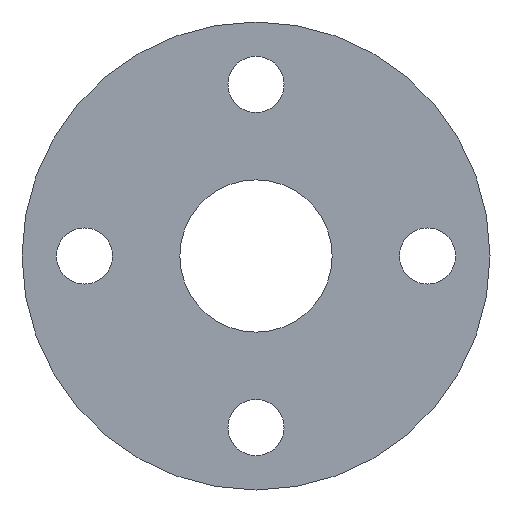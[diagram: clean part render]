
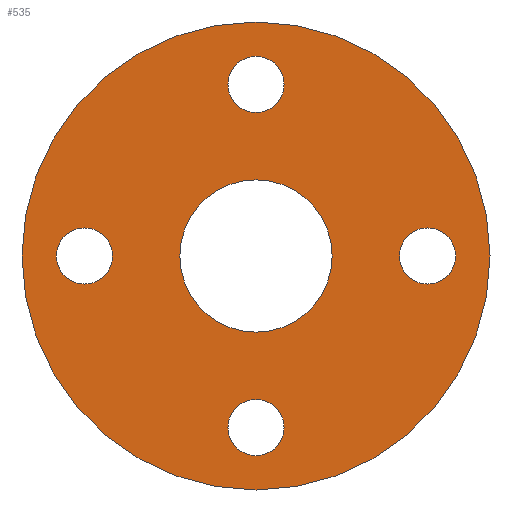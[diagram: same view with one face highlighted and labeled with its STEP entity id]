
A CAD part, front view. The second image highlights one B-rep face of the part: STEP entity #535.
In plain terms, the highlighted planar face has unit normal (0, -1, 0).
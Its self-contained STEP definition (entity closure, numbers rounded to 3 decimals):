
#3 = CARTESIAN_POINT ( 'NONE',  ( 0., 0., 64. ) ) ;
#5 = VERTEX_POINT ( 'NONE', #164 ) ;
#6 = EDGE_CURVE ( 'NONE', #101, #242, #330, .T. ) ;
#10 = CARTESIAN_POINT ( 'NONE',  ( 0., 0., -46. ) ) ;
#13 = EDGE_CURVE ( 'NONE', #432, #5, #94, .T. ) ;
#15 = AXIS2_PLACEMENT_3D ( 'NONE', #154, #438, #21 ) ;
#18 = FACE_BOUND ( 'NONE', #278, .T. ) ;
#19 = ORIENTED_EDGE ( 'NONE', *, *, #88, .F. ) ;
#21 = DIRECTION ( 'NONE',  ( 0., 0., -1. ) ) ;
#22 = ORIENTED_EDGE ( 'NONE', *, *, #40, .F. ) ;
#23 = AXIS2_PLACEMENT_3D ( 'NONE', #422, #316, #188 ) ;
#26 = EDGE_LOOP ( 'NONE', ( #493, #429 ) ) ;
#35 = EDGE_LOOP ( 'NONE', ( #92, #197 ) ) ;
#40 = EDGE_CURVE ( 'NONE', #48, #441, #394, .T. ) ;
#46 = CIRCLE ( 'NONE', #318, 75. ) ;
#48 = VERTEX_POINT ( 'NONE', #166 ) ;
#52 = CIRCLE ( 'NONE', #395, 9. ) ;
#59 = EDGE_CURVE ( 'NONE', #502, #327, #291, .T. ) ;
#62 = DIRECTION ( 'NONE',  ( 0., -1., 0. ) ) ;
#77 = DIRECTION ( 'NONE',  ( 0., -1., 0. ) ) ;
#79 = DIRECTION ( 'NONE',  ( 0., 1., 0. ) ) ;
#81 = VERTEX_POINT ( 'NONE', #124 ) ;
#88 = EDGE_CURVE ( 'NONE', #441, #48, #365, .T. ) ;
#92 = ORIENTED_EDGE ( 'NONE', *, *, #59, .F. ) ;
#94 = CIRCLE ( 'NONE', #308, 9. ) ;
#97 = EDGE_LOOP ( 'NONE', ( #22, #19 ) ) ;
#100 = CARTESIAN_POINT ( 'NONE',  ( 0., 0., -75. ) ) ;
#101 = VERTEX_POINT ( 'NONE', #301 ) ;
#118 = DIRECTION ( 'NONE',  ( 0., -1., 0. ) ) ;
#121 = AXIS2_PLACEMENT_3D ( 'NONE', #556, #139, #463 ) ;
#123 = CARTESIAN_POINT ( 'NONE',  ( 0., 0., 75. ) ) ;
#124 = CARTESIAN_POINT ( 'NONE',  ( 0., 0., 24.4 ) ) ;
#133 = AXIS2_PLACEMENT_3D ( 'NONE', #571, #62, #254 ) ;
#139 = DIRECTION ( 'NONE',  ( 0., 1., 0. ) ) ;
#142 = EDGE_CURVE ( 'NONE', #5, #432, #52, .T. ) ;
#150 = ORIENTED_EDGE ( 'NONE', *, *, #6, .F. ) ;
#154 = CARTESIAN_POINT ( 'NONE',  ( -75., 0., 0. ) ) ;
#158 = DIRECTION ( 'NONE',  ( 0., -1., 0. ) ) ;
#160 = EDGE_CURVE ( 'NONE', #369, #568, #179, .T. ) ;
#161 = DIRECTION ( 'NONE',  ( 1., 0., 0. ) ) ;
#164 = CARTESIAN_POINT ( 'NONE',  ( 0., 0., -64. ) ) ;
#166 = CARTESIAN_POINT ( 'NONE',  ( 64., 0., 0. ) ) ;
#179 = CIRCLE ( 'NONE', #527, 75. ) ;
#180 = DIRECTION ( 'NONE',  ( 1., 0., 0. ) ) ;
#188 = DIRECTION ( 'NONE',  ( -1., 0., 0. ) ) ;
#189 = ORIENTED_EDGE ( 'NONE', *, *, #579, .F. ) ;
#193 = EDGE_LOOP ( 'NONE', ( #189, #150 ) ) ;
#196 = AXIS2_PLACEMENT_3D ( 'NONE', #205, #532, #161 ) ;
#197 = ORIENTED_EDGE ( 'NONE', *, *, #304, .F. ) ;
#202 = PLANE ( 'NONE',  #15 ) ;
#205 = CARTESIAN_POINT ( 'NONE',  ( 55., 0., 0. ) ) ;
#219 = DIRECTION ( 'NONE',  ( 0., 0., 1. ) ) ;
#221 = DIRECTION ( 'NONE',  ( 0., -1., 0. ) ) ;
#242 = VERTEX_POINT ( 'NONE', #3 ) ;
#252 = ORIENTED_EDGE ( 'NONE', *, *, #593, .F. ) ;
#253 = FACE_BOUND ( 'NONE', #97, .T. ) ;
#254 = DIRECTION ( 'NONE',  ( -1., 0., 0. ) ) ;
#256 = AXIS2_PLACEMENT_3D ( 'NONE', #269, #77, #180 ) ;
#257 = CARTESIAN_POINT ( 'NONE',  ( 0., 0., 55. ) ) ;
#260 = CARTESIAN_POINT ( 'NONE',  ( 0., 0., -55. ) ) ;
#263 = AXIS2_PLACEMENT_3D ( 'NONE', #257, #158, #574 ) ;
#264 = DIRECTION ( 'NONE',  ( 0., 0., 1. ) ) ;
#269 = CARTESIAN_POINT ( 'NONE',  ( 55., 0., 0. ) ) ;
#278 = EDGE_LOOP ( 'NONE', ( #292, #374 ) ) ;
#288 = CARTESIAN_POINT ( 'NONE',  ( 0., 0., -55. ) ) ;
#291 = CIRCLE ( 'NONE', #133, 9. ) ;
#292 = ORIENTED_EDGE ( 'NONE', *, *, #142, .F. ) ;
#293 = FACE_OUTER_BOUND ( 'NONE', #507, .T. ) ;
#301 = CARTESIAN_POINT ( 'NONE',  ( 0., 0., 46. ) ) ;
#304 = EDGE_CURVE ( 'NONE', #327, #502, #402, .T. ) ;
#308 = AXIS2_PLACEMENT_3D ( 'NONE', #288, #118, #439 ) ;
#316 = DIRECTION ( 'NONE',  ( 0., -1., 0. ) ) ;
#318 = AXIS2_PLACEMENT_3D ( 'NONE', #354, #79, #219 ) ;
#327 = VERTEX_POINT ( 'NONE', #519 ) ;
#330 = CIRCLE ( 'NONE', #263, 9. ) ;
#340 = CARTESIAN_POINT ( 'NONE',  ( -64., 0., 0. ) ) ;
#354 = CARTESIAN_POINT ( 'NONE',  ( 0., 0., 0. ) ) ;
#355 = DIRECTION ( 'NONE',  ( 0., 1., 0. ) ) ;
#365 = CIRCLE ( 'NONE', #256, 9. ) ;
#366 = CARTESIAN_POINT ( 'NONE',  ( 0., 0., -24.4 ) ) ;
#369 = VERTEX_POINT ( 'NONE', #100 ) ;
#374 = ORIENTED_EDGE ( 'NONE', *, *, #13, .F. ) ;
#382 = CIRCLE ( 'NONE', #121, 24.4 ) ;
#394 = CIRCLE ( 'NONE', #196, 9. ) ;
#395 = AXIS2_PLACEMENT_3D ( 'NONE', #260, #446, #448 ) ;
#401 = EDGE_CURVE ( 'NONE', #81, #578, #382, .T. ) ;
#402 = CIRCLE ( 'NONE', #23, 9. ) ;
#404 = ORIENTED_EDGE ( 'NONE', *, *, #160, .F. ) ;
#410 = CIRCLE ( 'NONE', #464, 24.4 ) ;
#422 = CARTESIAN_POINT ( 'NONE',  ( -55., 0., 0. ) ) ;
#429 = ORIENTED_EDGE ( 'NONE', *, *, #569, .T. ) ;
#432 = VERTEX_POINT ( 'NONE', #10 ) ;
#438 = DIRECTION ( 'NONE',  ( 0., -1., 0. ) ) ;
#439 = DIRECTION ( 'NONE',  ( 0., 0., -1. ) ) ;
#441 = VERTEX_POINT ( 'NONE', #570 ) ;
#446 = DIRECTION ( 'NONE',  ( 0., -1., 0. ) ) ;
#447 = DIRECTION ( 'NONE',  ( 0., 1., 0. ) ) ;
#448 = DIRECTION ( 'NONE',  ( 0., 0., -1. ) ) ;
#451 = CARTESIAN_POINT ( 'NONE',  ( 0., 0., 55. ) ) ;
#463 = DIRECTION ( 'NONE',  ( 0., 0., 1. ) ) ;
#464 = AXIS2_PLACEMENT_3D ( 'NONE', #580, #447, #264 ) ;
#476 = FACE_BOUND ( 'NONE', #193, .T. ) ;
#480 = AXIS2_PLACEMENT_3D ( 'NONE', #451, #221, #536 ) ;
#489 = CIRCLE ( 'NONE', #480, 9. ) ;
#491 = CARTESIAN_POINT ( 'NONE',  ( 0., 0., 0. ) ) ;
#493 = ORIENTED_EDGE ( 'NONE', *, *, #401, .T. ) ;
#502 = VERTEX_POINT ( 'NONE', #340 ) ;
#507 = EDGE_LOOP ( 'NONE', ( #252, #404 ) ) ;
#519 = CARTESIAN_POINT ( 'NONE',  ( -46., 0., 0. ) ) ;
#527 = AXIS2_PLACEMENT_3D ( 'NONE', #491, #355, #543 ) ;
#528 = FACE_BOUND ( 'NONE', #35, .T. ) ;
#532 = DIRECTION ( 'NONE',  ( 0., -1., 0. ) ) ;
#535 = ADVANCED_FACE ( 'NONE', ( #528, #476, #253, #18, #567, #293 ), #202, .T. ) ;
#536 = DIRECTION ( 'NONE',  ( 0., 0., 1. ) ) ;
#543 = DIRECTION ( 'NONE',  ( 0., 0., 1. ) ) ;
#556 = CARTESIAN_POINT ( 'NONE',  ( 0., 0., 0. ) ) ;
#567 = FACE_BOUND ( 'NONE', #26, .T. ) ;
#568 = VERTEX_POINT ( 'NONE', #123 ) ;
#569 = EDGE_CURVE ( 'NONE', #578, #81, #410, .T. ) ;
#570 = CARTESIAN_POINT ( 'NONE',  ( 46., 0., 0. ) ) ;
#571 = CARTESIAN_POINT ( 'NONE',  ( -55., 0., 0. ) ) ;
#574 = DIRECTION ( 'NONE',  ( 0., 0., 1. ) ) ;
#578 = VERTEX_POINT ( 'NONE', #366 ) ;
#579 = EDGE_CURVE ( 'NONE', #242, #101, #489, .T. ) ;
#580 = CARTESIAN_POINT ( 'NONE',  ( 0., 0., 0. ) ) ;
#593 = EDGE_CURVE ( 'NONE', #568, #369, #46, .T. ) ;
